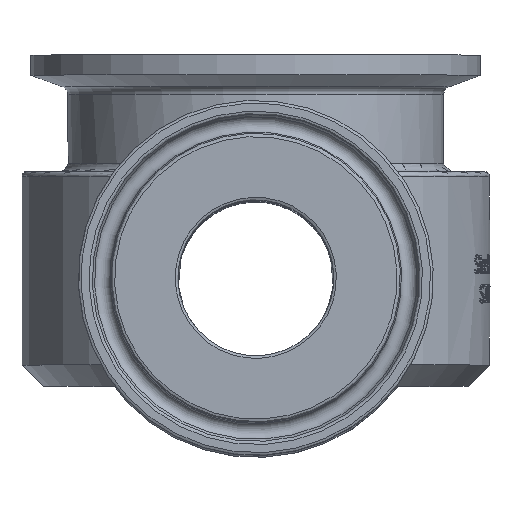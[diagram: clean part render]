
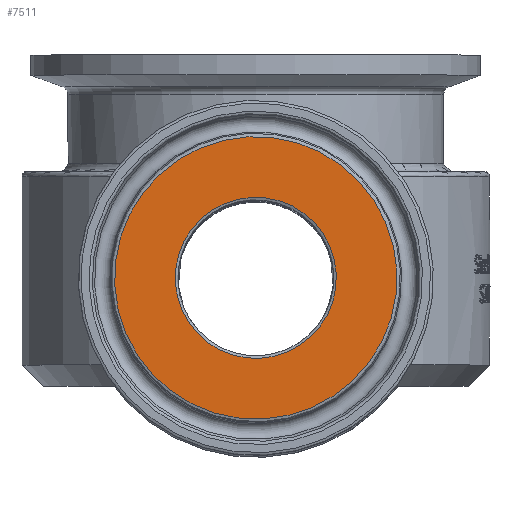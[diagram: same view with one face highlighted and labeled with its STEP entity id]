
A CAD part, top view. The second image highlights one B-rep face of the part: STEP entity #7511.
In plain terms, the highlighted planar face has unit normal (0, 0, 1).
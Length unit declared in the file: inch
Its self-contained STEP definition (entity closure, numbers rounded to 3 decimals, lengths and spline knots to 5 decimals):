
#157=FACE_BOUND('',#1406,.T.);
#528=PLANE('',#7994);
#921=FACE_OUTER_BOUND('',#1405,.T.);
#1405=EDGE_LOOP('',(#6845));
#1406=EDGE_LOOP('',(#6846));
#2014=CIRCLE('',#7993,0.45);
#2015=CIRCLE('',#7995,0.78916);
#3682=VERTEX_POINT('',#16053);
#3683=VERTEX_POINT('',#16056);
#4753=EDGE_CURVE('',#3682,#3682,#2014,.T.);
#4754=EDGE_CURVE('',#3683,#3683,#2015,.T.);
#6845=ORIENTED_EDGE('',*,*,#4754,.F.);
#6846=ORIENTED_EDGE('',*,*,#4753,.F.);
#7511=ADVANCED_FACE('',(#921,#157),#528,.T.);
#7993=AXIS2_PLACEMENT_3D('',#16054,#9409,#9410);
#7994=AXIS2_PLACEMENT_3D('',#16055,#9411,#9412);
#7995=AXIS2_PLACEMENT_3D('',#16057,#9413,#9414);
#9409=DIRECTION('center_axis',(0.,0.,
1.));
#9410=DIRECTION('ref_axis',(-0.974,-0.228,0.));
#9411=DIRECTION('center_axis',(0.,0.,
1.));
#9412=DIRECTION('ref_axis',(0.228,-0.974,0.));
#9413=DIRECTION('center_axis',(0.,0.,
-1.));
#9414=DIRECTION('ref_axis',(-0.974,-0.228,0.));
#16053=CARTESIAN_POINT('',(0.43815,0.1026,3.25));
#16054=CARTESIAN_POINT('Origin',(0.,0.,
3.25));
#16055=CARTESIAN_POINT('Origin',(0.782,0.18313,3.25));
#16056=CARTESIAN_POINT('',(0.76837,0.17993,3.25));
#16057=CARTESIAN_POINT('Origin',(0.,0.,
3.25));
